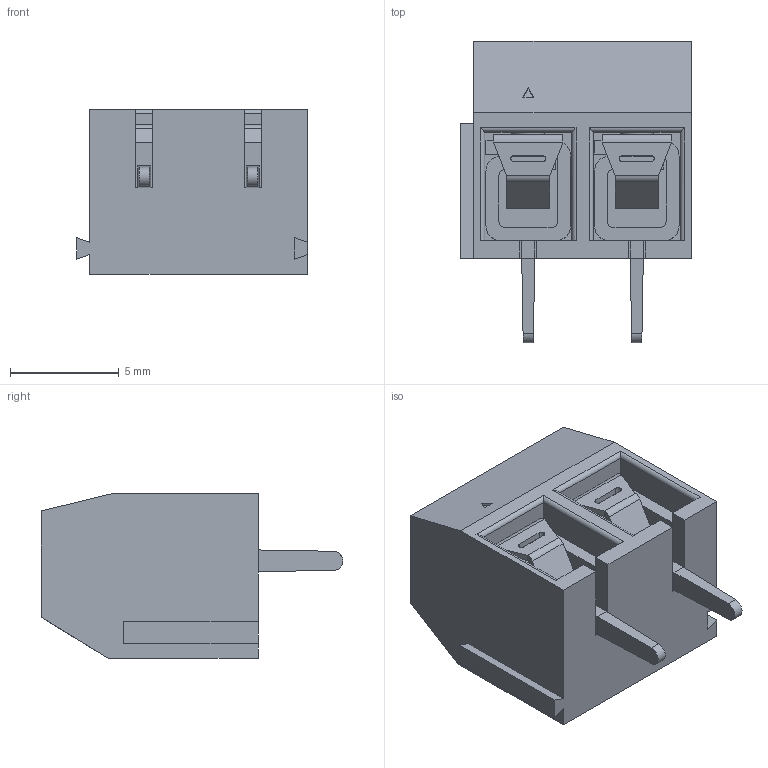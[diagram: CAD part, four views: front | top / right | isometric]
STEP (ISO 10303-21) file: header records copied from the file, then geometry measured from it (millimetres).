
FILE_DESCRIPTION(/* description */ (''),/* implementation_level */ '2;1');
FILE_NAME(/* name */ 'Bornera_2.step',/* time_stamp */ '2024-07-25T00:43:43-03:00',/* author */ (''),/* organization */ (''),/* preprocessor_version */ 'ST-DEVELOPER v20',/* originating_system */ 'Autodesk Translation Framework v12.20.1.177',/* authorisation */ '');
FILE_SCHEMA (('AUTOMOTIVE_DESIGN { 1 0 10303 214 3 1 1 }'));
Length unit declared in the file: millimetre
Products named in the file (1): Bornera_2
Bounding box: 10.6 x 13.9 x 7.6 mm (x, y, z)
Volume: 557.9 mm3; surface area: 1182.5 mm2
Topology: 2 solids, 2 shells, 517 faces, 1423 edges, 938 vertices
Faces by surface type: plane 267, bspline 200, cylinder 42, torus 6, cone 2
Full cylindrical faces by diameter (mm): 1 x2, 1.5 x2, 3.6 x4
Entity records: 16950 total; most frequent: CARTESIAN_POINT 5480, ORIENTED_EDGE 2846, DIRECTION 1756, EDGE_CURVE 1423, VERTEX_POINT 938, LINE 904, VECTOR 904, EDGE_LOOP 554
